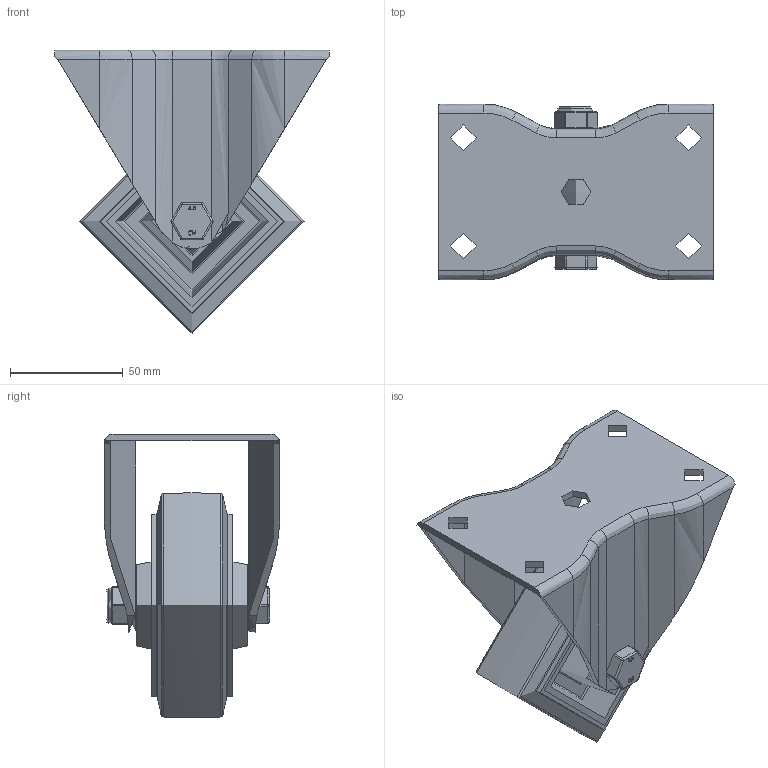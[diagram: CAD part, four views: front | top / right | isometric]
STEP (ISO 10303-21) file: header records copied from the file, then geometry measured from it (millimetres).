
FILE_DESCRIPTION(/* description */ (''),/* implementation_level */ '2;1');
FILE_NAME(/* name */ 'BZHF100SRNBLP.step',/* time_stamp */ '2024-05-01T15:47:28+01:00',/* author */ (''),/* organization */ (''),/* preprocessor_version */ 'ST-DEVELOPER v20',/* originating_system */ 'Autodesk Translation Framework v12.20.1.177',/* authorisation */ '');
FILE_SCHEMA (('AUTOMOTIVE_DESIGN { 1 0 10303 214 3 1 1 }'));
Length unit declared in the file: millimetre
Products named in the file (18): BZHF100SRNBLP; BZHF100ASLP - 50 v1; ZINC PLATED PRESSED STEEL BRACKET; BZH100WSRNRB15 v1; 65 SHORE A ELASTIC RUBBER TYRE; NYLON RIM; ROLLER BEARING; CAGE; RIBS; Component4; TUBEM15X50 v1; ZINC PLATED AXLE TUBE; HEXBOLTM10X65Z8.8FULL v2; GRADE 8.8 FULLY THREADED ZINC PLATED BOLT; NYLOCM10Z v1; NYLOC NUT; RUBBER; NUT
Assembly tree (24 placements, depth 5):
  BZHF100SRNBLP
    BZHF100ASLP - 50 v1
      ZINC PLATED PRESSED STEEL BRACKET
    BZH100WSRNRB15 v1
      65 SHORE A ELASTIC RUBBER TYRE
      NYLON RIM
      ROLLER BEARING
        CAGE
        RIBS
          Component4  x8
    TUBEM15X50 v1
      ZINC PLATED AXLE TUBE
    HEXBOLTM10X65Z8.8FULL v2
      GRADE 8.8 FULLY THREADED ZINC PLATED BOLT
    NYLOCM10Z v1
      NYLOC NUT
        RUBBER
        NUT
Bounding box: 122 x 78 x 125.95 mm (x, y, z)
Volume: 276451.7 mm3; surface area: 116869.5 mm2
Topology: 16 solids, 16 shells, 454 faces, 1127 edges, 707 vertices
Faces by surface type: cylinder 189, plane 179, bspline 41, torus 19, sphere 18, cone 8
Full cylindrical faces by diameter (mm): 4 x8, 8.141 x18, 9.85 x30, 10 x3, 10.5 x1, 10.8 x1, 11.5 x4, 12 x2, 15 x2, 16 x2, 22.75 x1, 23 x1, 30 x1, 76 x2, 81 x2
Entity records: 19181 total; most frequent: CARTESIAN_POINT 8527, ORIENTED_EDGE 2212, DIRECTION 2011, EDGE_CURVE 1106, AXIS2_PLACEMENT_3D 730, VERTEX_POINT 693, LINE 551, VECTOR 551
